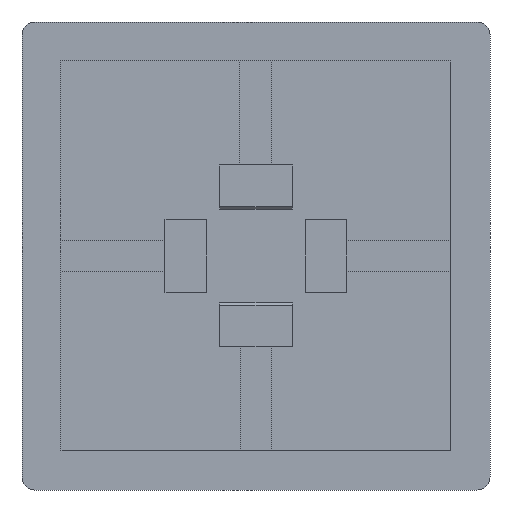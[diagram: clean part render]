
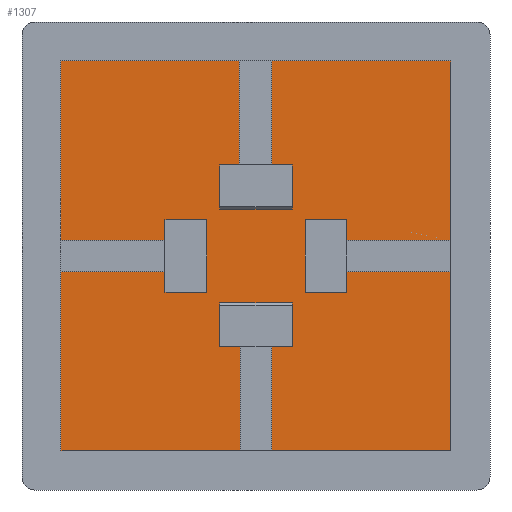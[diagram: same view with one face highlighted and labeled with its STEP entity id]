
A CAD part, front view. The second image highlights one B-rep face of the part: STEP entity #1307.
In plain terms, the highlighted planar face has unit normal (0, -1, 0).
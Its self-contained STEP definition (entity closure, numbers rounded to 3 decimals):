
#61=FACE_OUTER_BOUND('',#135,.T.);
#135=EDGE_LOOP('',(#993,#994,#995,#996,#997,#998,#999,#1000,#1001,#1002,
#1003,#1004,#1005,#1006,#1007,#1008,#1009,#1010,#1011,#1012,#1013,#1014,
#1015,#1016,#1017,#1018,#1019,#1020,#1021,#1022,#1023,#1024,#1025,#1026,
#1027,#1028));
#232=LINE('',#1910,#410);
#236=LINE('',#1918,#414);
#239=LINE('',#1924,#417);
#243=LINE('',#1931,#421);
#245=LINE('',#1936,#423);
#249=LINE('',#1943,#427);
#250=LINE('',#1946,#428);
#254=LINE('',#1953,#432);
#255=LINE('',#1956,#433);
#256=LINE('',#1958,#434);
#257=LINE('',#1960,#435);
#258=LINE('',#1962,#436);
#259=LINE('',#1964,#437);
#260=LINE('',#1966,#438);
#261=LINE('',#1968,#439);
#262=LINE('',#1969,#440);
#263=LINE('',#1971,#441);
#264=LINE('',#1973,#442);
#265=LINE('',#1975,#443);
#266=LINE('',#1977,#444);
#267=LINE('',#1979,#445);
#268=LINE('',#1981,#446);
#269=LINE('',#1982,#447);
#270=LINE('',#1984,#448);
#271=LINE('',#1986,#449);
#272=LINE('',#1988,#450);
#273=LINE('',#1990,#451);
#274=LINE('',#1992,#452);
#275=LINE('',#1994,#453);
#276=LINE('',#1995,#454);
#277=LINE('',#1997,#455);
#278=LINE('',#1999,#456);
#279=LINE('',#2001,#457);
#280=LINE('',#2003,#458);
#281=LINE('',#2005,#459);
#282=LINE('',#2006,#460);
#410=VECTOR('',#1565,6.9);
#414=VECTOR('',#1569,6.9);
#417=VECTOR('',#1574,6.9);
#421=VECTOR('',#1578,6.9);
#423=VECTOR('',#1582,6.849);
#427=VECTOR('',#1586,6.9);
#428=VECTOR('',#1589,6.9);
#432=VECTOR('',#1593,6.9);
#433=VECTOR('',#1596,4.);
#434=VECTOR('',#1597,4.);
#435=VECTOR('',#1598,0.8);
#436=VECTOR('',#1599,1.6);
#437=VECTOR('',#1600,2.8);
#438=VECTOR('',#1601,1.6);
#439=VECTOR('',#1602,0.8);
#440=VECTOR('',#1603,4.);
#441=VECTOR('',#1604,4.);
#442=VECTOR('',#1605,0.8);
#443=VECTOR('',#1606,1.6);
#444=VECTOR('',#1607,2.8);
#445=VECTOR('',#1608,1.6);
#446=VECTOR('',#1609,0.749);
#447=VECTOR('',#1610,4.);
#448=VECTOR('',#1611,4.);
#449=VECTOR('',#1612,0.8);
#450=VECTOR('',#1613,1.6);
#451=VECTOR('',#1614,2.8);
#452=VECTOR('',#1615,1.6);
#453=VECTOR('',#1616,0.8);
#454=VECTOR('',#1617,4.);
#455=VECTOR('',#1618,4.);
#456=VECTOR('',#1619,0.8);
#457=VECTOR('',#1620,1.6);
#458=VECTOR('',#1621,2.8);
#459=VECTOR('',#1622,1.6);
#460=VECTOR('',#1623,0.8);
#575=VERTEX_POINT('',#1907);
#576=VERTEX_POINT('',#1909);
#579=VERTEX_POINT('',#1915);
#580=VERTEX_POINT('',#1917);
#581=VERTEX_POINT('',#1921);
#582=VERTEX_POINT('',#1923);
#585=VERTEX_POINT('',#1929);
#586=VERTEX_POINT('',#1933);
#587=VERTEX_POINT('',#1935);
#590=VERTEX_POINT('',#1941);
#591=VERTEX_POINT('',#1945);
#594=VERTEX_POINT('',#1951);
#595=VERTEX_POINT('',#1955);
#596=VERTEX_POINT('',#1957);
#597=VERTEX_POINT('',#1959);
#598=VERTEX_POINT('',#1961);
#599=VERTEX_POINT('',#1963);
#600=VERTEX_POINT('',#1965);
#601=VERTEX_POINT('',#1967);
#602=VERTEX_POINT('',#1970);
#603=VERTEX_POINT('',#1972);
#604=VERTEX_POINT('',#1974);
#605=VERTEX_POINT('',#1976);
#606=VERTEX_POINT('',#1978);
#607=VERTEX_POINT('',#1980);
#608=VERTEX_POINT('',#1983);
#609=VERTEX_POINT('',#1985);
#610=VERTEX_POINT('',#1987);
#611=VERTEX_POINT('',#1989);
#612=VERTEX_POINT('',#1991);
#613=VERTEX_POINT('',#1993);
#614=VERTEX_POINT('',#1996);
#615=VERTEX_POINT('',#1998);
#616=VERTEX_POINT('',#2000);
#617=VERTEX_POINT('',#2002);
#618=VERTEX_POINT('',#2004);
#720=EDGE_CURVE('',#576,#575,#232,.T.);
#724=EDGE_CURVE('',#580,#579,#236,.T.);
#727=EDGE_CURVE('',#582,#581,#239,.T.);
#731=EDGE_CURVE('',#575,#585,#243,.T.);
#733=EDGE_CURVE('',#587,#586,#245,.T.);
#737=EDGE_CURVE('',#581,#590,#249,.T.);
#738=EDGE_CURVE('',#591,#580,#250,.T.);
#742=EDGE_CURVE('',#586,#594,#254,.T.);
#743=EDGE_CURVE('',#576,#595,#255,.T.);
#744=EDGE_CURVE('',#585,#596,#256,.T.);
#745=EDGE_CURVE('',#597,#596,#257,.T.);
#746=EDGE_CURVE('',#597,#598,#258,.T.);
#747=EDGE_CURVE('',#599,#598,#259,.T.);
#748=EDGE_CURVE('',#599,#600,#260,.T.);
#749=EDGE_CURVE('',#601,#600,#261,.T.);
#750=EDGE_CURVE('',#582,#601,#262,.T.);
#751=EDGE_CURVE('',#590,#602,#263,.T.);
#752=EDGE_CURVE('',#603,#602,#264,.T.);
#753=EDGE_CURVE('',#603,#604,#265,.T.);
#754=EDGE_CURVE('',#605,#604,#266,.T.);
#755=EDGE_CURVE('',#605,#606,#267,.T.);
#756=EDGE_CURVE('',#607,#606,#268,.T.);
#757=EDGE_CURVE('',#587,#607,#269,.T.);
#758=EDGE_CURVE('',#594,#608,#270,.T.);
#759=EDGE_CURVE('',#609,#608,#271,.T.);
#760=EDGE_CURVE('',#609,#610,#272,.T.);
#761=EDGE_CURVE('',#611,#610,#273,.T.);
#762=EDGE_CURVE('',#611,#612,#274,.T.);
#763=EDGE_CURVE('',#613,#612,#275,.T.);
#764=EDGE_CURVE('',#591,#613,#276,.T.);
#765=EDGE_CURVE('',#579,#614,#277,.T.);
#766=EDGE_CURVE('',#615,#614,#278,.T.);
#767=EDGE_CURVE('',#615,#616,#279,.T.);
#768=EDGE_CURVE('',#617,#616,#280,.T.);
#769=EDGE_CURVE('',#617,#618,#281,.T.);
#770=EDGE_CURVE('',#595,#618,#282,.T.);
#993=ORIENTED_EDGE('',*,*,#743,.F.);
#994=ORIENTED_EDGE('',*,*,#720,.T.);
#995=ORIENTED_EDGE('',*,*,#731,.T.);
#996=ORIENTED_EDGE('',*,*,#744,.T.);
#997=ORIENTED_EDGE('',*,*,#745,.F.);
#998=ORIENTED_EDGE('',*,*,#746,.T.);
#999=ORIENTED_EDGE('',*,*,#747,.F.);
#1000=ORIENTED_EDGE('',*,*,#748,.T.);
#1001=ORIENTED_EDGE('',*,*,#749,.F.);
#1002=ORIENTED_EDGE('',*,*,#750,.F.);
#1003=ORIENTED_EDGE('',*,*,#727,.T.);
#1004=ORIENTED_EDGE('',*,*,#737,.T.);
#1005=ORIENTED_EDGE('',*,*,#751,.T.);
#1006=ORIENTED_EDGE('',*,*,#752,.F.);
#1007=ORIENTED_EDGE('',*,*,#753,.T.);
#1008=ORIENTED_EDGE('',*,*,#754,.F.);
#1009=ORIENTED_EDGE('',*,*,#755,.T.);
#1010=ORIENTED_EDGE('',*,*,#756,.F.);
#1011=ORIENTED_EDGE('',*,*,#757,.F.);
#1012=ORIENTED_EDGE('',*,*,#733,.T.);
#1013=ORIENTED_EDGE('',*,*,#742,.T.);
#1014=ORIENTED_EDGE('',*,*,#758,.T.);
#1015=ORIENTED_EDGE('',*,*,#759,.F.);
#1016=ORIENTED_EDGE('',*,*,#760,.T.);
#1017=ORIENTED_EDGE('',*,*,#761,.F.);
#1018=ORIENTED_EDGE('',*,*,#762,.T.);
#1019=ORIENTED_EDGE('',*,*,#763,.F.);
#1020=ORIENTED_EDGE('',*,*,#764,.F.);
#1021=ORIENTED_EDGE('',*,*,#738,.T.);
#1022=ORIENTED_EDGE('',*,*,#724,.T.);
#1023=ORIENTED_EDGE('',*,*,#765,.T.);
#1024=ORIENTED_EDGE('',*,*,#766,.F.);
#1025=ORIENTED_EDGE('',*,*,#767,.T.);
#1026=ORIENTED_EDGE('',*,*,#768,.F.);
#1027=ORIENTED_EDGE('',*,*,#769,.T.);
#1028=ORIENTED_EDGE('',*,*,#770,.F.);
#1238=PLANE('',#1398);
#1307=ADVANCED_FACE('',(#61),#1238,.T.);
#1398=AXIS2_PLACEMENT_3D('',#1954,#1594,#1595);
#1565=DIRECTION('',(1.,0.,0.));
#1569=DIRECTION('',(1.,0.,0.));
#1574=DIRECTION('',(0.,0.,1.));
#1578=DIRECTION('',(0.,0.,1.));
#1582=DIRECTION('',(-1.,0.,0.));
#1586=DIRECTION('',(-1.,0.,0.));
#1589=DIRECTION('',(0.,0.,-1.));
#1593=DIRECTION('',(0.,0.,-1.));
#1594=DIRECTION('center_axis',(0.,-1.,0.));
#1595=DIRECTION('ref_axis',(-1.,0.,0.));
#1596=DIRECTION('',(0.,0.,1.));
#1597=DIRECTION('',(-1.,0.,0.));
#1598=DIRECTION('',(0.,0.,1.));
#1599=DIRECTION('',(-1.,0.,0.));
#1600=DIRECTION('',(0.,0.,-1.));
#1601=DIRECTION('',(1.,0.,0.));
#1602=DIRECTION('',(0.,0.,1.));
#1603=DIRECTION('',(-1.,0.,0.));
#1604=DIRECTION('',(0.,0.,-1.));
#1605=DIRECTION('',(-1.,0.,0.));
#1606=DIRECTION('',(0.,0.,-1.));
#1607=DIRECTION('',(1.,0.,0.));
#1608=DIRECTION('',(0.,0.,1.));
#1609=DIRECTION('',(-1.,0.,0.));
#1610=DIRECTION('',(0.,0.,-1.));
#1611=DIRECTION('',(1.,0.,0.));
#1612=DIRECTION('',(0.,0.,-1.));
#1613=DIRECTION('',(1.,0.,0.));
#1614=DIRECTION('',(0.,0.,1.));
#1615=DIRECTION('',(-1.,0.,0.));
#1616=DIRECTION('',(0.,0.,-1.));
#1617=DIRECTION('',(1.,0.,0.));
#1618=DIRECTION('',(0.,0.,1.));
#1619=DIRECTION('',(1.,0.,0.));
#1620=DIRECTION('',(0.,0.,1.));
#1621=DIRECTION('',(-1.,0.,0.));
#1622=DIRECTION('',(0.,0.,-1.));
#1623=DIRECTION('',(1.,0.,0.));
#1907=CARTESIAN_POINT('',(7.5,-2.,-7.5));
#1909=CARTESIAN_POINT('',(0.6,-2.,-7.5));
#1910=CARTESIAN_POINT('',(0.6,-2.,-7.5));
#1915=CARTESIAN_POINT('',(-0.6,-2.,-7.5));
#1917=CARTESIAN_POINT('',(-7.5,-2.,-7.5));
#1918=CARTESIAN_POINT('',(-7.5,-2.,-7.5));
#1921=CARTESIAN_POINT('',(7.5,-2.,7.5));
#1923=CARTESIAN_POINT('',(7.5,-2.,0.6));
#1924=CARTESIAN_POINT('',(7.5,-2.,0.6));
#1929=CARTESIAN_POINT('',(7.5,-2.,-0.6));
#1931=CARTESIAN_POINT('',(7.5,-2.,-7.5));
#1933=CARTESIAN_POINT('',(-7.5,-2.,7.5));
#1935=CARTESIAN_POINT('',(-0.651,-2.,7.5));
#1936=CARTESIAN_POINT('',(-0.651,-2.,7.5));
#1941=CARTESIAN_POINT('',(0.6,-2.,7.5));
#1943=CARTESIAN_POINT('',(7.5,-2.,7.5));
#1945=CARTESIAN_POINT('',(-7.5,-2.,-0.6));
#1946=CARTESIAN_POINT('',(-7.5,-2.,-0.6));
#1951=CARTESIAN_POINT('',(-7.5,-2.,0.6));
#1953=CARTESIAN_POINT('',(-7.5,-2.,7.5));
#1954=CARTESIAN_POINT('Origin',(0.,-2.,0.));
#1955=CARTESIAN_POINT('',(0.6,-2.,-3.5));
#1956=CARTESIAN_POINT('',(0.6,-2.,-7.5));
#1957=CARTESIAN_POINT('',(3.5,-2.,-0.6));
#1958=CARTESIAN_POINT('',(7.5,-2.,-0.6));
#1959=CARTESIAN_POINT('',(3.5,-2.,-1.4));
#1960=CARTESIAN_POINT('',(3.5,-2.,-1.4));
#1961=CARTESIAN_POINT('',(1.9,-2.,-1.4));
#1962=CARTESIAN_POINT('',(3.5,-2.,-1.4));
#1963=CARTESIAN_POINT('',(1.9,-2.,1.4));
#1964=CARTESIAN_POINT('',(1.9,-2.,1.4));
#1965=CARTESIAN_POINT('',(3.5,-2.,1.4));
#1966=CARTESIAN_POINT('',(1.9,-2.,1.4));
#1967=CARTESIAN_POINT('',(3.5,-2.,0.6));
#1968=CARTESIAN_POINT('',(3.5,-2.,0.6));
#1969=CARTESIAN_POINT('',(7.5,-2.,0.6));
#1970=CARTESIAN_POINT('',(0.6,-2.,3.5));
#1971=CARTESIAN_POINT('',(0.6,-2.,7.5));
#1972=CARTESIAN_POINT('',(1.4,-2.,3.5));
#1973=CARTESIAN_POINT('',(1.4,-2.,3.5));
#1974=CARTESIAN_POINT('',(1.4,-2.,1.9));
#1975=CARTESIAN_POINT('',(1.4,-2.,3.5));
#1976=CARTESIAN_POINT('',(-1.4,-2.,1.9));
#1977=CARTESIAN_POINT('',(-1.4,-2.,1.9));
#1978=CARTESIAN_POINT('',(-1.4,-2.,3.5));
#1979=CARTESIAN_POINT('',(-1.4,-2.,1.9));
#1980=CARTESIAN_POINT('',(-0.651,-2.,3.5));
#1981=CARTESIAN_POINT('',(-0.651,-2.,3.5));
#1982=CARTESIAN_POINT('',(-0.651,-2.,7.5));
#1983=CARTESIAN_POINT('',(-3.5,-2.,0.6));
#1984=CARTESIAN_POINT('',(-7.5,-2.,0.6));
#1985=CARTESIAN_POINT('',(-3.5,-2.,1.4));
#1986=CARTESIAN_POINT('',(-3.5,-2.,1.4));
#1987=CARTESIAN_POINT('',(-1.9,-2.,1.4));
#1988=CARTESIAN_POINT('',(-3.5,-2.,1.4));
#1989=CARTESIAN_POINT('',(-1.9,-2.,-1.4));
#1990=CARTESIAN_POINT('',(-1.9,-2.,-1.4));
#1991=CARTESIAN_POINT('',(-3.5,-2.,-1.4));
#1992=CARTESIAN_POINT('',(-1.9,-2.,-1.4));
#1993=CARTESIAN_POINT('',(-3.5,-2.,-0.6));
#1994=CARTESIAN_POINT('',(-3.5,-2.,-0.6));
#1995=CARTESIAN_POINT('',(-7.5,-2.,-0.6));
#1996=CARTESIAN_POINT('',(-0.6,-2.,-3.5));
#1997=CARTESIAN_POINT('',(-0.6,-2.,-7.5));
#1998=CARTESIAN_POINT('',(-1.4,-2.,-3.5));
#1999=CARTESIAN_POINT('',(-1.4,-2.,-3.5));
#2000=CARTESIAN_POINT('',(-1.4,-2.,-1.9));
#2001=CARTESIAN_POINT('',(-1.4,-2.,-3.5));
#2002=CARTESIAN_POINT('',(1.4,-2.,-1.9));
#2003=CARTESIAN_POINT('',(1.4,-2.,-1.9));
#2004=CARTESIAN_POINT('',(1.4,-2.,-3.5));
#2005=CARTESIAN_POINT('',(1.4,-2.,-1.9));
#2006=CARTESIAN_POINT('',(0.6,-2.,-3.5));
